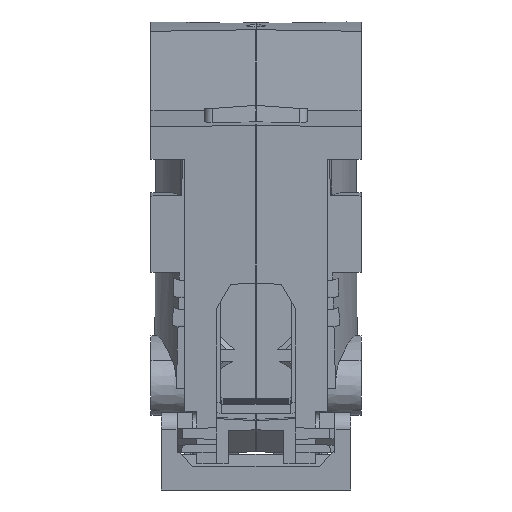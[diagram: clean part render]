
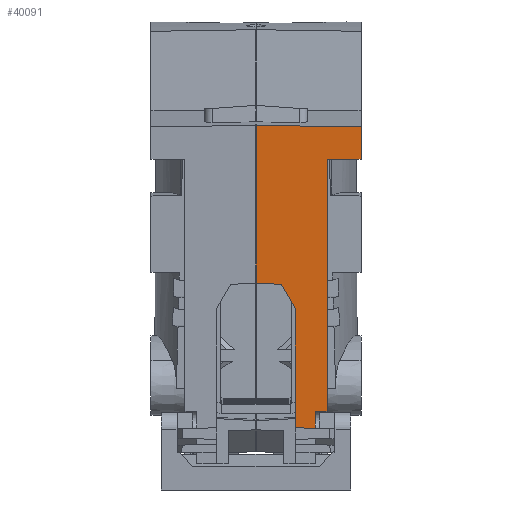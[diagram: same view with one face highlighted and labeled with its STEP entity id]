
A CAD part, front view. The second image highlights one B-rep face of the part: STEP entity #40091.
In plain terms, the highlighted face is planar.
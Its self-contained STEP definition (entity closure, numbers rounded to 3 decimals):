
#20323=DIRECTION('',(-0.087,-0.996,0.));
#20324=VECTOR('',#20323,20.046);
#20325=CARTESIAN_POINT('',(34.,41.472,0.));
#20326=LINE('',#20325,#20324);
#21653=DIRECTION('',(0.087,0.996,0.));
#21654=VECTOR('',#21653,31.911);
#21655=CARTESIAN_POINT('',(30.678,5.3,-9.));
#21656=LINE('',#21655,#21654);
#22994=DIRECTION('',(-0.016,0.019,-1.));
#22995=VECTOR('',#22994,4.301);
#22996=CARTESIAN_POINT('',(33.459,37.089,-9.));
#22997=LINE('',#22996,#22995);
#24835=DIRECTION('',(-0.022,-0.051,-0.998));
#24836=VECTOR('',#24835,3.219);
#24837=CARTESIAN_POINT('',(32.253,21.502,
0.));
#24838=LINE('',#24837,#24836);
#24849=DIRECTION('',(-0.087,-0.996,
0.));
#24850=VECTOR('',#24849,13.976);
#24851=CARTESIAN_POINT('',(31.882,18.26,
-5.));
#24852=LINE('',#24851,#24850);
#24939=DIRECTION('',(0.084,0.862,0.5));
#24940=VECTOR('',#24939,3.572);
#24941=CARTESIAN_POINT('',(31.882,18.26,
-5.));
#24942=LINE('',#24941,#24940);
#24946=DIRECTION('',(-0.019,-0.014,-1.));
#24947=VECTOR('',#24946,13.304);
#24948=CARTESIAN_POINT('',(34.,41.472,0.));
#24949=LINE('',#24948,#24947);
#27026=DIRECTION('',(0.087,0.996,0.));
#27027=VECTOR('',#27026,4.126);
#27028=CARTESIAN_POINT('',(33.391,37.17,-13.3));
#27029=LINE('',#27028,#27027);
#28559=DIRECTION('',(-0.016,0.017,-1.));
#28560=VECTOR('',#28559,1.5);
#28561=CARTESIAN_POINT('',(30.702,5.274,-7.5));
#28562=LINE('',#28561,#28560);
#28573=DIRECTION('',(0.087,0.996,0.));
#28574=VECTOR('',#28573,2.156);
#28575=CARTESIAN_POINT('',(30.514,3.126,-7.5));
#28576=LINE('',#28575,#28574);
#28596=DIRECTION('',(-0.019,-0.017,-1.));
#28597=VECTOR('',#28596,2.501);
#28598=CARTESIAN_POINT('',(30.561,3.17,-5.));
#28599=LINE('',#28598,#28597);
#30812=DIRECTION('',(-0.087,-0.996,
0.));
#30813=VECTOR('',#30812,1.172);
#30814=CARTESIAN_POINT('',(30.664,4.337,-5.));
#30815=LINE('',#30814,#30813);
#33506=CARTESIAN_POINT('',(34.,41.472,0.));
#33507=VERTEX_POINT('',#33506);
#33508=CARTESIAN_POINT('',(32.253,21.502,
0.));
#33509=VERTEX_POINT('',#33508);
#33769=CARTESIAN_POINT('',(30.664,4.337,-5.));
#33770=VERTEX_POINT('',#33769);
#33771=CARTESIAN_POINT('',(30.561,3.17,-5.));
#33772=VERTEX_POINT('',#33771);
#33815=CARTESIAN_POINT('',(30.514,3.126,-7.5));
#33816=VERTEX_POINT('',#33815);
#33834=CARTESIAN_POINT('',(31.882,18.26,
-5.));
#33835=VERTEX_POINT('',#33834);
#33836=CARTESIAN_POINT('',(32.182,21.339,
-3.214));
#33837=VERTEX_POINT('',#33836);
#33838=CARTESIAN_POINT('',(33.75,41.281,-13.3));
#33839=VERTEX_POINT('',#33838);
#33840=CARTESIAN_POINT('',(33.391,37.17,-13.3));
#33841=VERTEX_POINT('',#33840);
#33842=CARTESIAN_POINT('',(33.459,37.089,-9.));
#33843=VERTEX_POINT('',#33842);
#33844=CARTESIAN_POINT('',(30.678,5.3,-9.));
#33845=VERTEX_POINT('',#33844);
#33846=CARTESIAN_POINT('',(30.702,5.274,-7.5));
#33847=VERTEX_POINT('',#33846);
#40066=CARTESIAN_POINT('',(30.145,-2.595,0.));
#40067=DIRECTION('',(0.996,-0.087,-0.017));
#40068=DIRECTION('',(0.087,0.996,0.));
#40069=AXIS2_PLACEMENT_3D('',#40066,#40067,#40068);
#40070=PLANE('',#40069);
#40071=ORIENTED_EDGE('',*,*,#40033,.F.);
#40072=ORIENTED_EDGE('',*,*,#40015,.T.);
#40073=ORIENTED_EDGE('',*,*,#39994,.F.);
#40074=ORIENTED_EDGE('',*,*,#36015,.F.);
#40076=ORIENTED_EDGE('',*,*,#40075,.T.);
#40078=ORIENTED_EDGE('',*,*,#40077,.F.);
#40079=ORIENTED_EDGE('',*,*,#38273,.F.);
#40080=ORIENTED_EDGE('',*,*,#37023,.F.);
#40082=ORIENTED_EDGE('',*,*,#40081,.F.);
#40084=ORIENTED_EDGE('',*,*,#40083,.F.);
#40086=ORIENTED_EDGE('',*,*,#40085,.F.);
#40088=ORIENTED_EDGE('',*,*,#40087,.F.);
#40089=EDGE_LOOP('',(#40071,#40072,#40073,#40074,#40076,#40078,#40079,#40080,
#40082,#40084,#40086,#40088));
#40090=FACE_OUTER_BOUND('',#40089,.F.);
#36015=EDGE_CURVE('',#33507,#33509,#20326,.T.);
#37023=EDGE_CURVE('',#33845,#33843,#21656,.T.);
#38273=EDGE_CURVE('',#33843,#33841,#22997,.T.);
#39994=EDGE_CURVE('',#33509,#33837,#24838,.T.);
#40015=EDGE_CURVE('',#33835,#33837,#24942,.T.);
#40033=EDGE_CURVE('',#33835,#33770,#24852,.T.);
#40075=EDGE_CURVE('',#33507,#33839,#24949,.T.);
#40077=EDGE_CURVE('',#33841,#33839,#27029,.T.);
#40081=EDGE_CURVE('',#33847,#33845,#28562,.T.);
#40083=EDGE_CURVE('',#33816,#33847,#28576,.T.);
#40085=EDGE_CURVE('',#33772,#33816,#28599,.T.);
#40087=EDGE_CURVE('',#33770,#33772,#30815,.T.);
#40091=ADVANCED_FACE('',(#40090),#40070,.T.);
